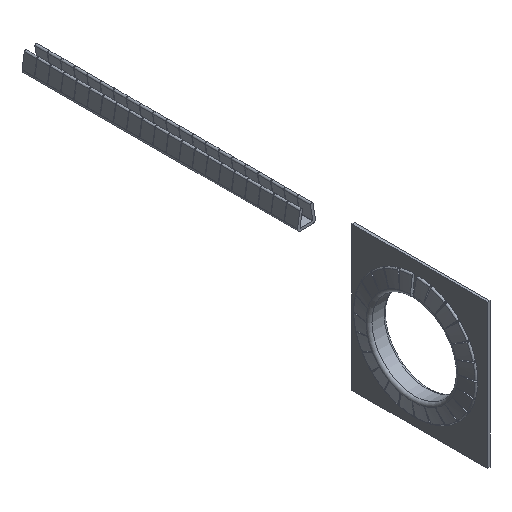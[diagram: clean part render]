
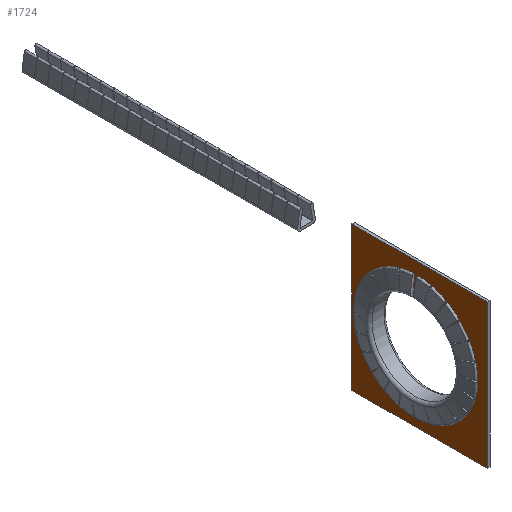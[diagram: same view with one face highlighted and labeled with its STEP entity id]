
A CAD part, isometric view. The second image highlights one B-rep face of the part: STEP entity #1724.
In plain terms, the highlighted planar face has unit normal (-1, 0, 0).
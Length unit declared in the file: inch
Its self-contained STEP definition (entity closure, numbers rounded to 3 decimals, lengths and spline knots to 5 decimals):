
#81=FACE_BOUND('',#2533,.T.);
#82=FACE_BOUND('',#2534,.T.);
#258=PLANE('',#7710);
#544=LINE('',#12568,#1084);
#548=LINE('',#12577,#1088);
#551=LINE('',#12583,#1091);
#554=LINE('',#12589,#1094);
#1084=VECTOR('',#8711,1.);
#1088=VECTOR('',#8717,1.);
#1091=VECTOR('',#8722,1.);
#1094=VECTOR('',#8727,1.);
#1724=ADVANCED_FACE('',(#81,#82),#258,.F.);
#2533=EDGE_LOOP('',(#4118,#4119,#4120,#4121));
#2534=EDGE_LOOP('',(#4122));
#2826=CIRCLE('',#7707,0.54);
#4118=ORIENTED_EDGE('',*,*,#6489,.T.);
#4119=ORIENTED_EDGE('',*,*,#6493,.T.);
#4120=ORIENTED_EDGE('',*,*,#6496,.T.);
#4121=ORIENTED_EDGE('',*,*,#6499,.T.);
#4122=ORIENTED_EDGE('',*,*,#6502,.T.);
#5547=VERTEX_POINT('',#12569);
#5548=VERTEX_POINT('',#12570);
#5551=VERTEX_POINT('',#12578);
#5553=VERTEX_POINT('',#12584);
#5556=VERTEX_POINT('',#12595);
#6489=EDGE_CURVE('',#5547,#5548,#544,.T.);
#6493=EDGE_CURVE('',#5548,#5551,#548,.T.);
#6496=EDGE_CURVE('',#5551,#5553,#551,.T.);
#6499=EDGE_CURVE('',#5553,#5547,#554,.T.);
#6502=EDGE_CURVE('',#5556,#5556,#2826,.T.);
#7707=AXIS2_PLACEMENT_3D('',#12594,#8733,#8734);
#7710=AXIS2_PLACEMENT_3D('',#12598,#8739,#8740);
#8711=DIRECTION('',(0.,1.,0.));
#8717=DIRECTION('',(0.,0.,-1.));
#8722=DIRECTION('',(0.,-1.,0.));
#8727=DIRECTION('',(0.,0.,1.));
#8733=DIRECTION('',(1.,0.,0.));
#8734=DIRECTION('',(0.,1.,0.));
#8739=DIRECTION('',(1.,0.,0.));
#8740=DIRECTION('',(0.,0.,-1.));
#12568=CARTESIAN_POINT('',(-0.015,-0.8,0.28985));
#12569=CARTESIAN_POINT('',(-0.015,-0.8,0.28985));
#12570=CARTESIAN_POINT('',(-0.015,0.8,0.28985));
#12577=CARTESIAN_POINT('',(-0.015,0.8,0.28985));
#12578=CARTESIAN_POINT('',(-0.015,0.8,-1.41015));
#12583=CARTESIAN_POINT('',(-0.015,0.8,-1.41015));
#12584=CARTESIAN_POINT('',(-0.015,-0.8,-1.41015));
#12589=CARTESIAN_POINT('',(-0.015,-0.8,-1.41015));
#12594=CARTESIAN_POINT('',(-0.015,0.,-0.53515));
#12595=CARTESIAN_POINT('',(-0.015,0.54,-0.53515));
#12598=CARTESIAN_POINT('',(-0.015,0.,-0.53515));
